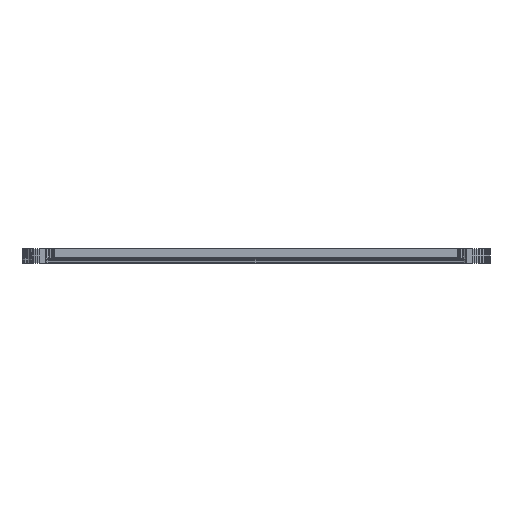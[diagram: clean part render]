
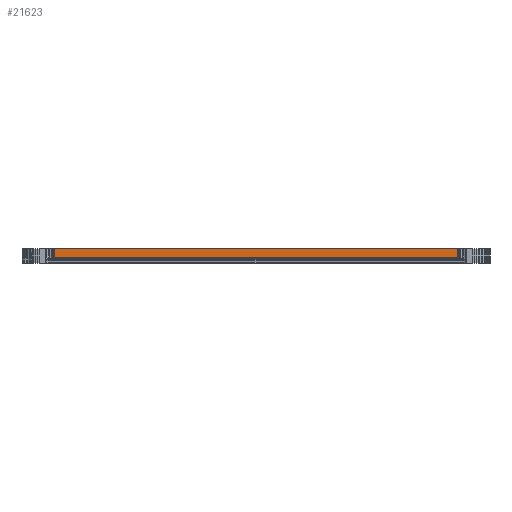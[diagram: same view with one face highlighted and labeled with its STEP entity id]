
A CAD part, front view. The second image highlights one B-rep face of the part: STEP entity #21623.
In plain terms, the highlighted planar face has unit normal (0, -1, 0).
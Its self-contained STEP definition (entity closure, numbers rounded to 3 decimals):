
#1019 = VERTEX_POINT('',#1020);
#1020 = CARTESIAN_POINT('',(-23.3,-18.477,
    1.855));
#1026 = EDGE_CURVE('',#1027,#1019,#1029,.T.);
#1027 = VERTEX_POINT('',#1028);
#1028 = CARTESIAN_POINT('',(23.3,-18.477,
    1.855));
#1029 = LINE('',#1030,#1031);
#1030 = CARTESIAN_POINT('',(23.3,-18.477,
    1.855));
#1031 = VECTOR('',#1032,1.);
#1032 = DIRECTION('',(-1.,0.,0.));
#21551 = EDGE_CURVE('',#1027,#21552,#21554,.T.);
#21552 = VERTEX_POINT('',#21553);
#21553 = CARTESIAN_POINT('',(23.3,-18.477,
    0.8));
#21554 = LINE('',#21555,#21556);
#21555 = CARTESIAN_POINT('',(23.3,-18.477,
    1.855));
#21556 = VECTOR('',#21557,1.);
#21557 = DIRECTION('',(0.,0.,-1.));
#21623 = ADVANCED_FACE('',(#21624),#21642,.T.);
#21624 = FACE_BOUND('',#21625,.T.);
#21625 = EDGE_LOOP('',(#21626,#21627,#21628,#21636));
#21626 = ORIENTED_EDGE('',*,*,#21551,.F.);
#21627 = ORIENTED_EDGE('',*,*,#1026,.T.);
#21628 = ORIENTED_EDGE('',*,*,#21629,.F.);
#21629 = EDGE_CURVE('',#21630,#1019,#21632,.T.);
#21630 = VERTEX_POINT('',#21631);
#21631 = CARTESIAN_POINT('',(-23.3,-18.477,
    0.8));
#21632 = LINE('',#21633,#21634);
#21633 = CARTESIAN_POINT('',(-23.3,-18.477,
    0.8));
#21634 = VECTOR('',#21635,1.);
#21635 = DIRECTION('',(0.,0.,1.));
#21636 = ORIENTED_EDGE('',*,*,#21637,.T.);
#21637 = EDGE_CURVE('',#21630,#21552,#21638,.T.);
#21638 = LINE('',#21639,#21640);
#21639 = CARTESIAN_POINT('',(-23.3,-18.477,
    0.8));
#21640 = VECTOR('',#21641,1.);
#21641 = DIRECTION('',(1.,0.,0.));
#21642 = PLANE('',#21643);
#21643 = AXIS2_PLACEMENT_3D('',#21644,#21645,#21646);
#21644 = CARTESIAN_POINT('',(0.,-18.477,1.327));
#21645 = DIRECTION('',(-0.,-1.,-0.));
#21646 = DIRECTION('',(0.,0.,-1.));
